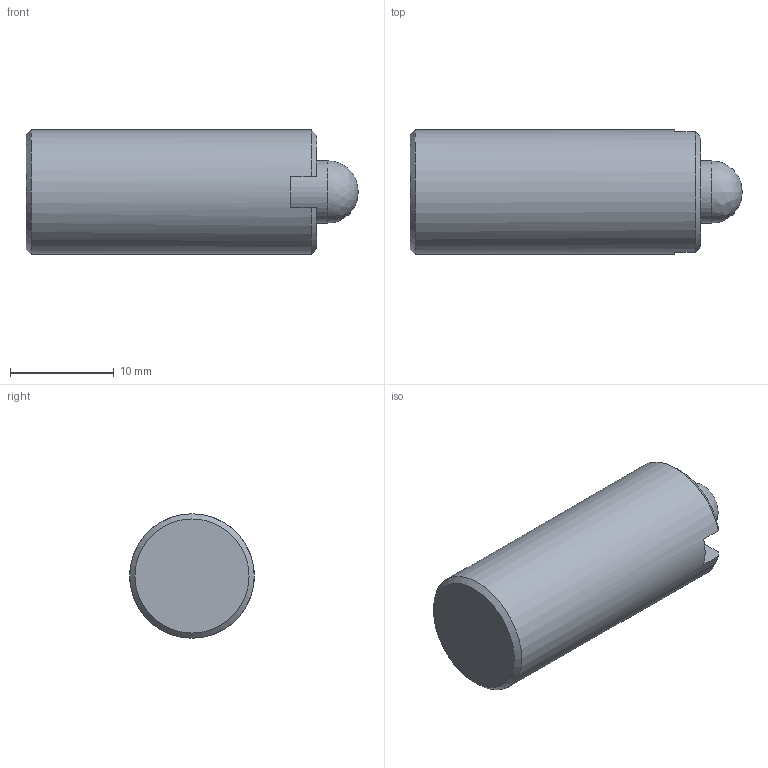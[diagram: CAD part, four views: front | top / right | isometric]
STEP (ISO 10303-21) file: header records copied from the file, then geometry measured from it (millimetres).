
FILE_DESCRIPTION(/* description */ (''),/* implementation_level */ '2;1');
FILE_NAME(/* name */ 'PCDR-12-004-120.stp',/* time_stamp */ '2024-12-03T08:27:54-03:00',/* author */ ('filippi'),/* organization */ (''),/* preprocessor_version */ 'ST-DEVELOPER v19',/* originating_system */ 'Autodesk Inventor 2023',/* authorisation */ '');
FILE_SCHEMA (('AUTOMOTIVE_DESIGN { 1 0 10303 214 3 1 1 }'));
Length unit declared in the file: millimetre
Products named in the file (3): PCDR-12-004-120; CORPO-PCDR-12-004-120; HASTE-PCDR-12-004-120
Assembly tree (2 placements, depth 2):
  PCDR-12-004-120
    CORPO-PCDR-12-004-120
    HASTE-PCDR-12-004-120
Bounding box: 32 x 12 x 12 mm (x, y, z)
Volume: 2944.4 mm3; surface area: 2110.9 mm2
Topology: 2 solids, 2 shells, 23 faces, 50 edges, 33 vertices
Faces by surface type: plane 14, cylinder 5, cone 3, bspline 1
Full cylindrical faces by diameter (mm): 6 x2, 9 x2, 12 x1
Entity records: 790 total; most frequent: CARTESIAN_POINT 146, DIRECTION 126, ORIENTED_EDGE 100, AXIS2_PLACEMENT_3D 52, EDGE_CURVE 50, VERTEX_POINT 33, EDGE_LOOP 25, CIRCLE 24
